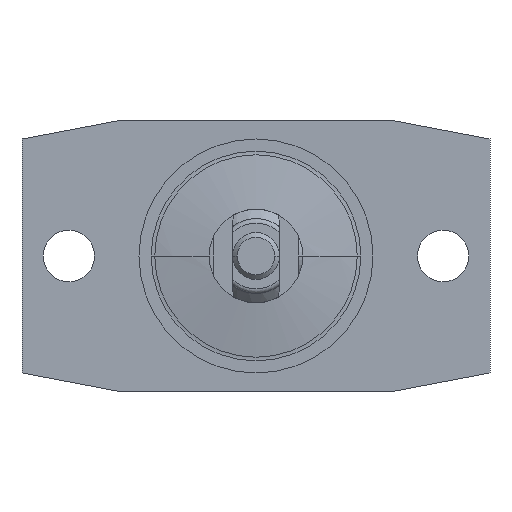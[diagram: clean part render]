
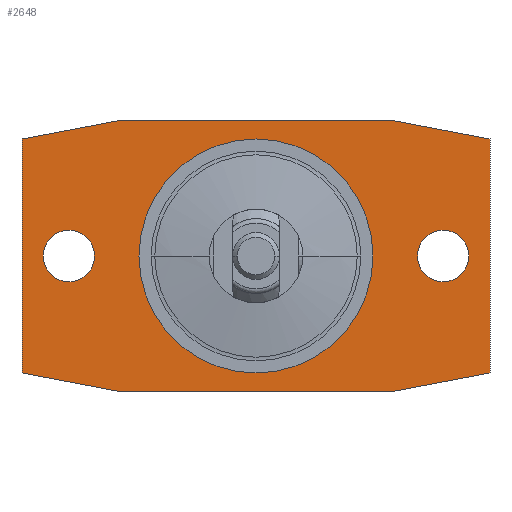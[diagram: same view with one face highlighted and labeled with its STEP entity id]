
A CAD part, front view. The second image highlights one B-rep face of the part: STEP entity #2648.
In plain terms, the highlighted planar face has unit normal (0, -1, 0).
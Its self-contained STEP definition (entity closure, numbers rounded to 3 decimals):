
#48=DIRECTION('',(-0.982,0.,0.187));
#49=VECTOR('',#48,10.689);
#50=CARTESIAN_POINT('',(-14.5,0.,-14.5));
#51=LINE('',#50,#49);
#56=DIRECTION('',(0.,0.,1.));
#57=VECTOR('',#56,25.);
#58=CARTESIAN_POINT('',(-25.,0.,-12.5));
#59=LINE('',#58,#57);
#63=DIRECTION('',(0.982,0.,0.187));
#64=VECTOR('',#63,10.689);
#65=CARTESIAN_POINT('',(-25.,0.,12.5));
#66=LINE('',#65,#64);
#70=DIRECTION('',(1.,0.,0.));
#71=VECTOR('',#70,29.);
#72=CARTESIAN_POINT('',(-14.5,0.,14.5));
#73=LINE('',#72,#71);
#77=DIRECTION('',(0.982,0.,-0.187));
#78=VECTOR('',#77,10.689);
#79=CARTESIAN_POINT('',(14.5,0.,14.5));
#80=LINE('',#79,#78);
#84=DIRECTION('',(0.,0.,-1.));
#85=VECTOR('',#84,25.);
#86=CARTESIAN_POINT('',(25.,0.,12.5));
#87=LINE('',#86,#85);
#91=DIRECTION('',(-0.982,0.,-0.187));
#92=VECTOR('',#91,10.689);
#93=CARTESIAN_POINT('',(25.,0.,-12.5));
#94=LINE('',#93,#92);
#98=DIRECTION('',(-1.,0.,0.));
#99=VECTOR('',#98,29.);
#100=CARTESIAN_POINT('',(14.5,0.,-14.5));
#101=LINE('',#100,#99);
#105=CARTESIAN_POINT('',(0.,0.,0.));
#106=DIRECTION('',(0.,-1.,0.));
#107=DIRECTION('',(-1.,0.,0.));
#108=AXIS2_PLACEMENT_3D('',#105,#106,#107);
#113=CARTESIAN_POINT('',(0.,0.,0.));
#114=DIRECTION('',(0.,-1.,0.));
#115=DIRECTION('',(1.,0.,0.));
#116=AXIS2_PLACEMENT_3D('',#113,#114,#115);
#121=CARTESIAN_POINT('',(-20.,0.,0.));
#122=DIRECTION('',(0.,-1.,0.));
#123=DIRECTION('',(1.,0.,0.));
#124=AXIS2_PLACEMENT_3D('',#121,#122,#123);
#129=CARTESIAN_POINT('',(-20.,0.,0.));
#130=DIRECTION('',(0.,-1.,0.));
#131=DIRECTION('',(-1.,0.,0.));
#132=AXIS2_PLACEMENT_3D('',#129,#130,#131);
#137=CARTESIAN_POINT('',(20.,0.,0.));
#138=DIRECTION('',(0.,-1.,0.));
#139=DIRECTION('',(1.,0.,0.));
#140=AXIS2_PLACEMENT_3D('',#137,#138,#139);
#145=CARTESIAN_POINT('',(20.,0.,0.));
#146=DIRECTION('',(0.,-1.,0.));
#147=DIRECTION('',(-1.,0.,0.));
#148=AXIS2_PLACEMENT_3D('',#145,#146,#147);
#2281=CARTESIAN_POINT('',(-14.5,0.,-14.5));
#2282=CARTESIAN_POINT('',(-25.,0.,-12.5));
#2283=VERTEX_POINT('',#2281);
#2284=VERTEX_POINT('',#2282);
#2285=CARTESIAN_POINT('',(-25.,0.,12.5));
#2286=VERTEX_POINT('',#2285);
#2287=CARTESIAN_POINT('',(-14.5,0.,14.5));
#2288=VERTEX_POINT('',#2287);
#2289=CARTESIAN_POINT('',(14.5,0.,14.5));
#2290=VERTEX_POINT('',#2289);
#2291=CARTESIAN_POINT('',(25.,0.,12.5));
#2292=VERTEX_POINT('',#2291);
#2293=CARTESIAN_POINT('',(25.,0.,-12.5));
#2294=VERTEX_POINT('',#2293);
#2295=CARTESIAN_POINT('',(14.5,0.,-14.5));
#2296=VERTEX_POINT('',#2295);
#2317=CARTESIAN_POINT('',(-12.5,0.,0.));
#2318=CARTESIAN_POINT('',(12.5,0.,0.));
#2319=VERTEX_POINT('',#2317);
#2320=VERTEX_POINT('',#2318);
#2329=CARTESIAN_POINT('',(-17.25,0.,0.));
#2330=CARTESIAN_POINT('',(-22.75,0.,0.));
#2331=VERTEX_POINT('',#2329);
#2332=VERTEX_POINT('',#2330);
#2333=CARTESIAN_POINT('',(22.75,0.,0.));
#2334=CARTESIAN_POINT('',(17.25,0.,0.));
#2335=VERTEX_POINT('',#2333);
#2336=VERTEX_POINT('',#2334);
#2607=CARTESIAN_POINT('',(0.,0.,0.));
#2608=DIRECTION('',(0.,1.,0.));
#2609=DIRECTION('',(1.,0.,0.));
#2610=AXIS2_PLACEMENT_3D('',#2607,#2608,#2609);
#2611=PLANE('',#2610);
#2613=ORIENTED_EDGE('',*,*,#2612,.T.);
#2615=ORIENTED_EDGE('',*,*,#2614,.T.);
#2617=ORIENTED_EDGE('',*,*,#2616,.T.);
#2619=ORIENTED_EDGE('',*,*,#2618,.T.);
#2621=ORIENTED_EDGE('',*,*,#2620,.T.);
#2623=ORIENTED_EDGE('',*,*,#2622,.T.);
#2625=ORIENTED_EDGE('',*,*,#2624,.T.);
#2627=ORIENTED_EDGE('',*,*,#2626,.T.);
#2628=EDGE_LOOP('',(#2613,#2615,#2617,#2619,#2621,#2623,#2625,#2627));
#2629=FACE_OUTER_BOUND('',#2628,.F.);
#2631=ORIENTED_EDGE('',*,*,#2630,.T.);
#2633=ORIENTED_EDGE('',*,*,#2632,.T.);
#2634=EDGE_LOOP('',(#2631,#2633));
#2635=FACE_BOUND('',#2634,.F.);
#2637=ORIENTED_EDGE('',*,*,#2636,.T.);
#2639=ORIENTED_EDGE('',*,*,#2638,.T.);
#2640=EDGE_LOOP('',(#2637,#2639));
#2641=FACE_BOUND('',#2640,.F.);
#2643=ORIENTED_EDGE('',*,*,#2642,.T.);
#2645=ORIENTED_EDGE('',*,*,#2644,.T.);
#2646=EDGE_LOOP('',(#2643,#2645));
#2647=FACE_BOUND('',#2646,.F.);
#2648=ADVANCED_FACE('',(#2629,#2635,#2641,#2647),#2611,.F.);
#109=CIRCLE('',#108,12.5);
#117=CIRCLE('',#116,12.5);
#125=CIRCLE('',#124,2.75);
#133=CIRCLE('',#132,2.75);
#141=CIRCLE('',#140,2.75);
#149=CIRCLE('',#148,2.75);
#2612=EDGE_CURVE('',#2283,#2284,#51,.T.);
#2614=EDGE_CURVE('',#2284,#2286,#59,.T.);
#2616=EDGE_CURVE('',#2286,#2288,#66,.T.);
#2618=EDGE_CURVE('',#2288,#2290,#73,.T.);
#2620=EDGE_CURVE('',#2290,#2292,#80,.T.);
#2622=EDGE_CURVE('',#2292,#2294,#87,.T.);
#2624=EDGE_CURVE('',#2294,#2296,#94,.T.);
#2626=EDGE_CURVE('',#2296,#2283,#101,.T.);
#2630=EDGE_CURVE('',#2319,#2320,#109,.T.);
#2632=EDGE_CURVE('',#2320,#2319,#117,.T.);
#2636=EDGE_CURVE('',#2331,#2332,#125,.T.);
#2638=EDGE_CURVE('',#2332,#2331,#133,.T.);
#2642=EDGE_CURVE('',#2335,#2336,#141,.T.);
#2644=EDGE_CURVE('',#2336,#2335,#149,.T.);
